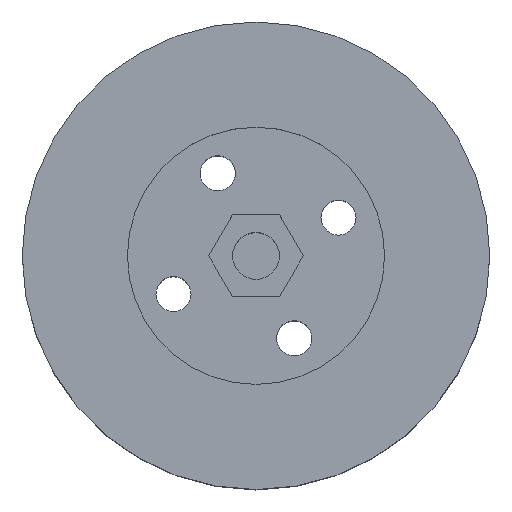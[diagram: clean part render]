
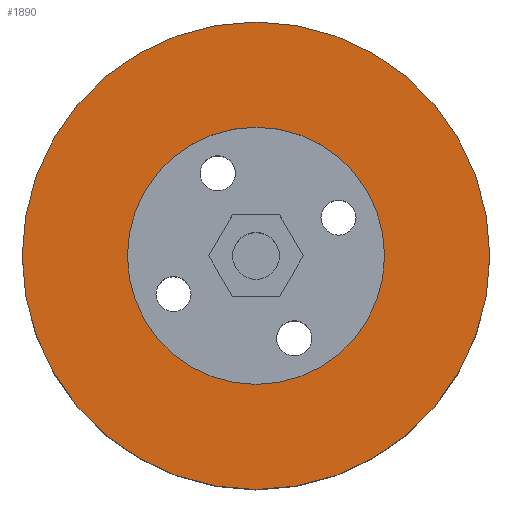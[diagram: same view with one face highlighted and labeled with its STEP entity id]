
A CAD part, top view. The second image highlights one B-rep face of the part: STEP entity #1890.
In plain terms, the highlighted planar face has unit normal (0, 0, 1).
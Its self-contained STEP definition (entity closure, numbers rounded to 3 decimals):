
#199=FACE_BOUND('',#598,.T.);
#209=CIRCLE('',#1953,11.);
#366=CIRCLE('',#2194,20.);
#472=FACE_OUTER_BOUND('',#597,.T.);
#597=EDGE_LOOP('',(#1680));
#598=EDGE_LOOP('',(#1681));
#818=VERTEX_POINT('',#2962);
#951=VERTEX_POINT('',#3402);
#984=EDGE_CURVE('',#818,#818,#209,.T.);
#1208=EDGE_CURVE('',#951,#951,#366,.T.);
#1680=ORIENTED_EDGE('',*,*,#1208,.T.);
#1681=ORIENTED_EDGE('',*,*,#984,.T.);
#1776=PLANE('',#2203);
#1890=ADVANCED_FACE('',(#472,#199),#1776,.F.);
#1953=AXIS2_PLACEMENT_3D('',#2963,#2289,#2290);
#2194=AXIS2_PLACEMENT_3D('',#3404,#2838,#2839);
#2203=AXIS2_PLACEMENT_3D('',#3413,#2856,#2857);
#2289=DIRECTION('center_axis',(0.,0.,-1.));
#2290=DIRECTION('ref_axis',(1.,0.,0.));
#2838=DIRECTION('center_axis',(0.,0.,1.));
#2839=DIRECTION('ref_axis',(1.,0.,0.));
#2856=DIRECTION('center_axis',(0.,0.,-1.));
#2857=DIRECTION('ref_axis',(-1.,0.,0.));
#2962=CARTESIAN_POINT('',(-11.,0.,18.));
#2963=CARTESIAN_POINT('Origin',(0.,0.,18.));
#3402=CARTESIAN_POINT('',(0.,20.,18.));
#3404=CARTESIAN_POINT('Origin',(0.,0.,18.));
#3413=CARTESIAN_POINT('Origin',(0.,-20.,18.));
